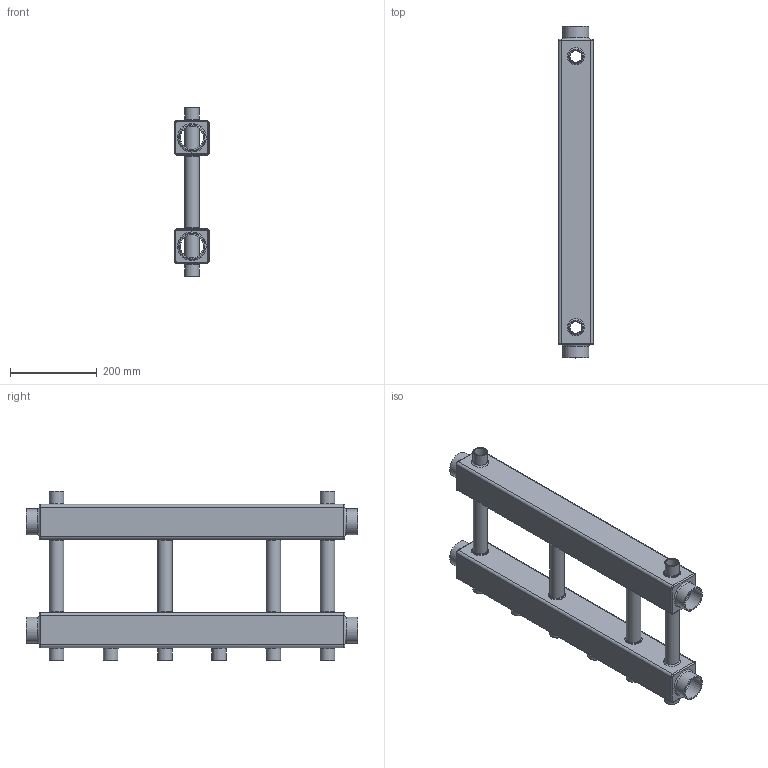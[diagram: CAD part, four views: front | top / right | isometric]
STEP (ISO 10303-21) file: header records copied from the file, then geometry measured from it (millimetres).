
FILE_DESCRIPTION(('STEP AP203'), '1');
FILE_NAME('MK-250-3x25.00', '', ('UNSPECIFIED'), ('UNSPECIFIED'), 'ASCON STEP Converter 1.6', 'ASCON Math Kernel', '');
FILE_SCHEMA(('CONFIG_CONTROL_DESIGN'));
Length unit declared in the file: millimetre
Bounding box: 80.55 x 765 x 390 mm (x, y, z)
Volume: 1706685.5 mm3; surface area: 1131492.6 mm2
Topology: 1 solids, 1 shells, 488 faces, 1270 edges, 834 vertices
Faces by surface type: bspline 187, plane 144, cylinder 89, cone 48, torus 20
Full cylindrical faces by diameter (mm): 27.5 x8, 30 x8, 33.5 x16, 34 x8, 53 x4, 57 x4, 60 x4
Entity records: 24474 total; most frequent: CARTESIAN_POINT 10392, ORIENTED_EDGE 2300, DIRECTION 1432, EDGE_CURVE 1150, VERTEX_POINT 834, EDGE_LOOP 692, B_SPLINE_CURVE_WITH_KNOTS 548, AXIS2_PLACEMENT_3D 528
